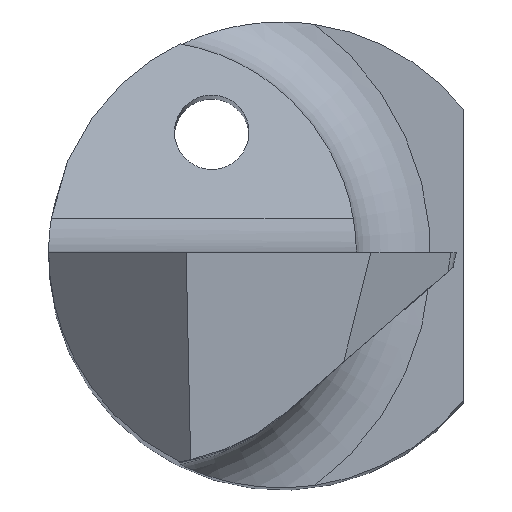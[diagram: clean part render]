
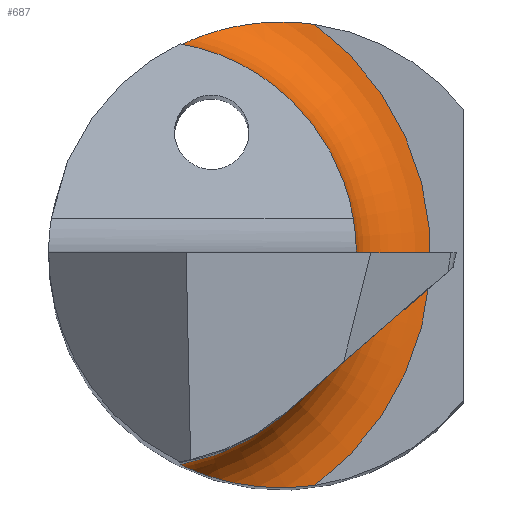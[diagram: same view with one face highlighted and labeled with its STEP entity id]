
A CAD part, top view. The second image highlights one B-rep face of the part: STEP entity #687.
In plain terms, the highlighted toroidal (fillet/blend) face has major radius 3.084 mm and minor radius 0.8 mm.
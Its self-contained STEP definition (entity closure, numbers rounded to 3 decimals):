
#24 = CARTESIAN_POINT ( 'NONE',  ( 0.357, 2.474, 15. ) ) ;
#64 = DIRECTION ( 'NONE',  ( 1., 0., 0. ) ) ;
#73 = CARTESIAN_POINT ( 'NONE',  ( -1.09, -2.25, 15.8 ) ) ;
#83 = CIRCLE ( 'NONE', #438, 3.084 ) ;
#118 = DIRECTION ( 'NONE',  ( 1., 0., 0. ) ) ;
#129 = CIRCLE ( 'NONE', #655, 2.284 ) ;
#135 = CARTESIAN_POINT ( 'NONE',  ( 0.357, 2.474, 15. ) ) ;
#149 = FACE_OUTER_BOUND ( 'NONE', #370, .T. ) ;
#163 = CARTESIAN_POINT ( 'NONE',  ( -1.09, -2.25, 15.722 ) ) ;
#170 = CARTESIAN_POINT ( 'NONE',  ( 0.052, -2.504, 15.01 ) ) ;
#199 = DIRECTION ( 'NONE',  ( 0., 0., 1. ) ) ;
#221 = CARTESIAN_POINT ( 'NONE',  ( -1.008, -2.288, 15.506 ) ) ;
#236 = CARTESIAN_POINT ( 'NONE',  ( -1.484, 0., 15.8 ) ) ;
#244 = VERTEX_POINT ( 'NONE', #580 ) ;
#300 = CARTESIAN_POINT ( 'NONE',  ( 0.357, -2.474, 15. ) ) ;
#306 = CARTESIAN_POINT ( 'NONE',  ( -1.09, -2.25, 15.8 ) ) ;
#343 = CARTESIAN_POINT ( 'NONE',  ( -1.09, 2.25, 15.8 ) ) ;
#344 = CARTESIAN_POINT ( 'NONE',  ( -0.811, 2.368, 15.285 ) ) ;
#353 = CARTESIAN_POINT ( 'NONE',  ( -1.09, 2.25, 15.8 ) ) ;
#365 = AXIS2_PLACEMENT_3D ( 'NONE', #236, #600, #372 ) ;
#370 = EDGE_LOOP ( 'NONE', ( #796, #466, #570, #757 ) ) ;
#372 = DIRECTION ( 'NONE',  ( 1., 0., 0. ) ) ;
#404 = CARTESIAN_POINT ( 'NONE',  ( -1.484, 0., 15. ) ) ;
#420 = CARTESIAN_POINT ( 'NONE',  ( 0.05, 2.504, 15.01 ) ) ;
#430 = CARTESIAN_POINT ( 'NONE',  ( -0.249, -2.492, 15.056 ) ) ;
#438 = AXIS2_PLACEMENT_3D ( 'NONE', #404, #886, #118 ) ;
#466 = ORIENTED_EDGE ( 'NONE', *, *, #869, .F. ) ;
#483 = CARTESIAN_POINT ( 'NONE',  ( -0.68, 2.41, 15.207 ) ) ;
#488 = CARTESIAN_POINT ( 'NONE',  ( -1.016, 2.287, 15.499 ) ) ;
#490 = CARTESIAN_POINT ( 'NONE',  ( -1.484, 0., 15.8 ) ) ;
#499 = B_SPLINE_CURVE_WITH_KNOTS ( 'NONE', 3,
 ( #300, #860, #170, #430, #587, #734, #703, #635, #221, #518, #163, #73 ),
 .UNSPECIFIED., .F., .F.,
 ( 4, 2, 2, 2, 2, 4 ),
 ( 0., 0., 0.001, 0.001, 0.002, 0.002 ),
 .UNSPECIFIED. ) ;
#518 = CARTESIAN_POINT ( 'NONE',  ( -1.072, -2.259, 15.646 ) ) ;
#558 = EDGE_CURVE ( 'NONE', #743, #672, #759, .T. ) ;
#570 = ORIENTED_EDGE ( 'NONE', *, *, #558, .F. ) ;
#577 = TOROIDAL_SURFACE ( 'NONE', #365, 3.084, 0.8 ) ;
#580 = CARTESIAN_POINT ( 'NONE',  ( 0.357, -2.474, 15. ) ) ;
#587 = CARTESIAN_POINT ( 'NONE',  ( -0.4, -2.472, 15.094 ) ) ;
#590 = EDGE_CURVE ( 'NONE', #715, #743, #129, .T. ) ;
#600 = DIRECTION ( 'NONE',  ( 0., 0., 1. ) ) ;
#623 = CARTESIAN_POINT ( 'NONE',  ( -0.402, 2.472, 15.094 ) ) ;
#635 = CARTESIAN_POINT ( 'NONE',  ( -0.964, -2.307, 15.445 ) ) ;
#649 = EDGE_CURVE ( 'NONE', #244, #715, #499, .T. ) ;
#655 = AXIS2_PLACEMENT_3D ( 'NONE', #490, #199, #64 ) ;
#672 = VERTEX_POINT ( 'NONE', #24 ) ;
#687 = ADVANCED_FACE ( 'NONE', ( #149 ), #577, .F. ) ;
#703 = CARTESIAN_POINT ( 'NONE',  ( -0.809, -2.368, 15.283 ) ) ;
#715 = VERTEX_POINT ( 'NONE', #306 ) ;
#734 = CARTESIAN_POINT ( 'NONE',  ( -0.678, -2.411, 15.207 ) ) ;
#743 = VERTEX_POINT ( 'NONE', #343 ) ;
#757 = ORIENTED_EDGE ( 'NONE', *, *, #590, .F. ) ;
#759 = B_SPLINE_CURVE_WITH_KNOTS ( 'NONE', 3,
 ( #353, #836, #488, #344, #483, #623, #896, #420, #912, #135 ),
 .UNSPECIFIED., .F., .F.,
 ( 4, 2, 2, 2, 4 ),
 ( 0., 0., 0.001, 0.001, 0.002 ),
 .UNSPECIFIED. ) ;
#796 = ORIENTED_EDGE ( 'NONE', *, *, #649, .F. ) ;
#836 = CARTESIAN_POINT ( 'NONE',  ( -1.09, 2.25, 15.644 ) ) ;
#860 = CARTESIAN_POINT ( 'NONE',  ( 0.204, -2.496, 15. ) ) ;
#869 = EDGE_CURVE ( 'NONE', #672, #244, #83, .T. ) ;
#886 = DIRECTION ( 'NONE',  ( 0., 0., -1. ) ) ;
#896 = CARTESIAN_POINT ( 'NONE',  ( -0.251, 2.492, 15.057 ) ) ;
#912 = CARTESIAN_POINT ( 'NONE',  ( 0.204, 2.496, 15. ) ) ;
